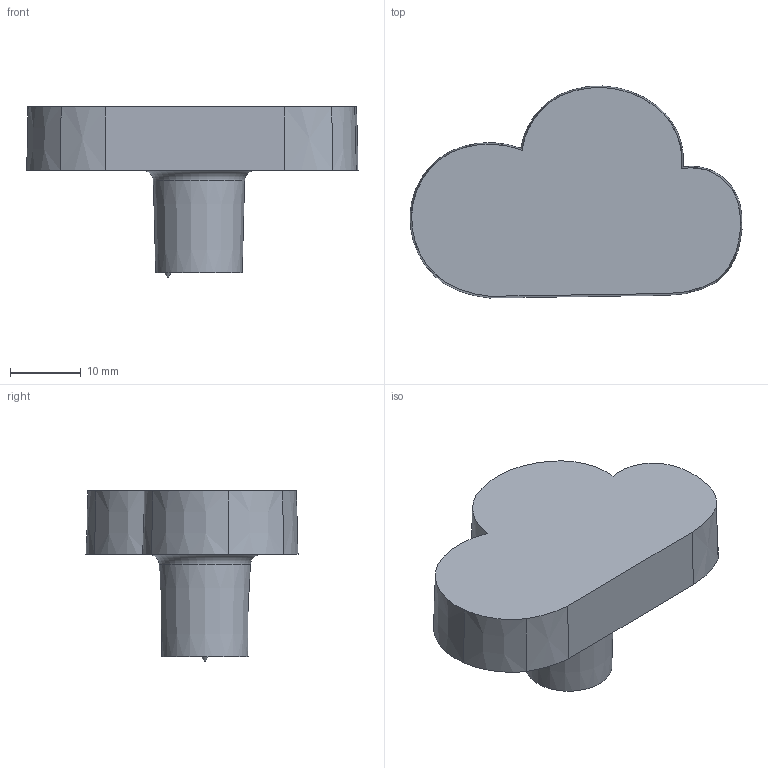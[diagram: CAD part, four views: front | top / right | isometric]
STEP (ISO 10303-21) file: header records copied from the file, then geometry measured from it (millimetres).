
FILE_DESCRIPTION(/* description */ (''),/* implementation_level */ '2;1');
FILE_NAME(/* name */ 'UM-CLOUD.stp',/* time_stamp */ '2019-01-28T10:23:30+01:00',/* author */ ('tomaszw'),/* organization */ (''),/* preprocessor_version */ 'ST-DEVELOPER v17',/* originating_system */ 'Autodesk Inventor 2019',/* authorisation */ '');
FILE_SCHEMA (('AUTOMOTIVE_DESIGN { 1 0 10303 214 3 1 1 }'));
Length unit declared in the file: millimetre
Products named in the file (1): UM-CLOUD
Bounding box: 47.02 x 30.03 x 24.1 mm (x, y, z)
Volume: 11046.1 mm3; surface area: 3884 mm2
Topology: 1 solids, 1 shells, 21 faces, 53 edges, 36 vertices
Faces by surface type: cone 14, plane 5, torus 1, cylinder 1
Full cylindrical faces by diameter (mm): 3.242 x1
Entity records: 698 total; most frequent: CARTESIAN_POINT 136, DIRECTION 121, ORIENTED_EDGE 104, AXIS2_PLACEMENT_3D 56, EDGE_CURVE 52, VERTEX_POINT 36, CIRCLE 34, EDGE_LOOP 24
